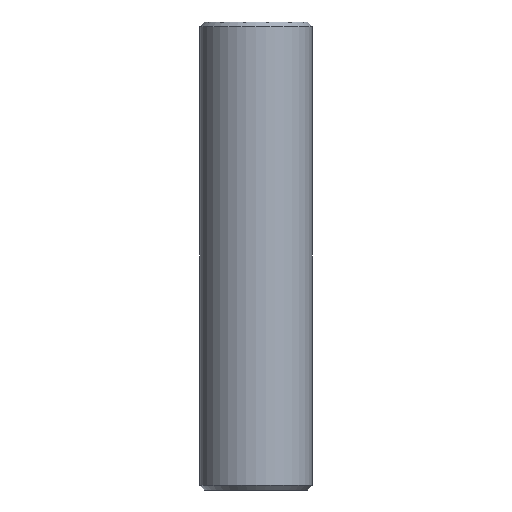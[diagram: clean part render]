
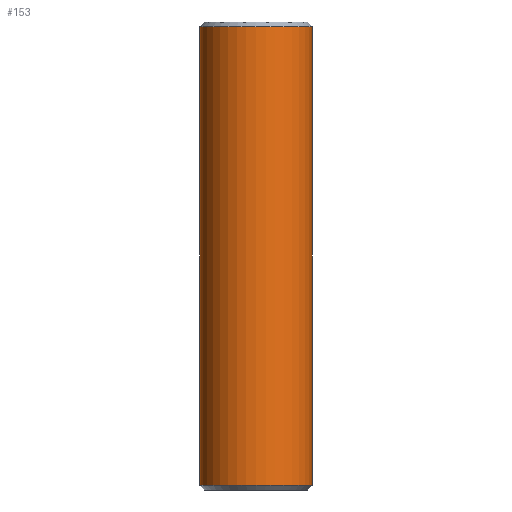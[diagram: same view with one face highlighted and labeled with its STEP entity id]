
A CAD part, front view. The second image highlights one B-rep face of the part: STEP entity #153.
In plain terms, the highlighted cylindrical face has radius 6 mm (diameter 12 mm), a partial arc.
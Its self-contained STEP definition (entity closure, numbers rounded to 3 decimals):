
#3 = EDGE_CURVE ( 'NONE', #123, #132, #345, .T. ) ;
#14 = EDGE_CURVE ( 'NONE', #128, #133, #347, .T. ) ;
#30 = DIRECTION ( 'NONE',  ( 0., 0., -1. ) ) ;
#44 = CARTESIAN_POINT ( 'NONE',  ( 6., 0., 50. ) ) ;
#48 = DIRECTION ( 'NONE',  ( 0., 0., -1. ) ) ;
#74 = CARTESIAN_POINT ( 'NONE',  ( 0., 0., 49.5 ) ) ;
#85 = DIRECTION ( 'NONE',  ( 0., 0., -1. ) ) ;
#86 = DIRECTION ( 'NONE',  ( 1., 0., 0. ) ) ;
#98 = CARTESIAN_POINT ( 'NONE',  ( -6., 0., 49.5 ) ) ;
#105 = CARTESIAN_POINT ( 'NONE',  ( 6., 0., 49.5 ) ) ;
#108 = CARTESIAN_POINT ( 'NONE',  ( -6., 0., 0.5 ) ) ;
#109 = CARTESIAN_POINT ( 'NONE',  ( 6., 0., 0.5 ) ) ;
#112 = EDGE_CURVE ( 'NONE', #128, #123, #384, .T. ) ;
#115 = CARTESIAN_POINT ( 'NONE',  ( -6., 0., 50. ) ) ;
#123 = VERTEX_POINT ( 'NONE', #98 ) ;
#128 = VERTEX_POINT ( 'NONE', #105 ) ;
#132 = VERTEX_POINT ( 'NONE', #108 ) ;
#133 = VERTEX_POINT ( 'NONE', #109 ) ;
#153 = ADVANCED_FACE ( 'NONE', ( #400 ), #406, .T. ) ;
#164 = AXIS2_PLACEMENT_3D ( 'NONE', #74, #85, #86 ) ;
#176 = AXIS2_PLACEMENT_3D ( 'NONE', #222, #226, #234 ) ;
#180 = AXIS2_PLACEMENT_3D ( 'NONE', #237, #240, #242 ) ;
#222 = CARTESIAN_POINT ( 'NONE',  ( 0., 0., 50. ) ) ;
#226 = DIRECTION ( 'NONE',  ( 0., 0., -1. ) ) ;
#234 = DIRECTION ( 'NONE',  ( -1., 0., 0. ) ) ;
#237 = CARTESIAN_POINT ( 'NONE',  ( 0., 0., 0.5 ) ) ;
#240 = DIRECTION ( 'NONE',  ( 0., 0., 1. ) ) ;
#242 = DIRECTION ( 'NONE',  ( 1., 0., 0. ) ) ;
#283 = EDGE_LOOP ( 'NONE', ( #318, #319, #320, #321 ) ) ;
#318 = ORIENTED_EDGE ( 'NONE', *, *, #14, .F. ) ;
#319 = ORIENTED_EDGE ( 'NONE', *, *, #112, .T. ) ;
#320 = ORIENTED_EDGE ( 'NONE', *, *, #3, .T. ) ;
#321 = ORIENTED_EDGE ( 'NONE', *, *, #448, .T. ) ;
#343 = VECTOR ( 'NONE', #30, 1000. ) ;
#345 = LINE ( 'NONE', #115, #343 ) ;
#347 = LINE ( 'NONE', #44, #357 ) ;
#357 = VECTOR ( 'NONE', #48, 1000. ) ;
#384 = CIRCLE ( 'NONE', #164, 6. ) ;
#400 = FACE_OUTER_BOUND ( 'NONE', #283, .T. ) ;
#406 = CYLINDRICAL_SURFACE ( 'NONE', #176, 6. ) ;
#409 = CIRCLE ( 'NONE', #180, 6. ) ;
#448 = EDGE_CURVE ( 'NONE', #132, #133, #409, .T. ) ;
